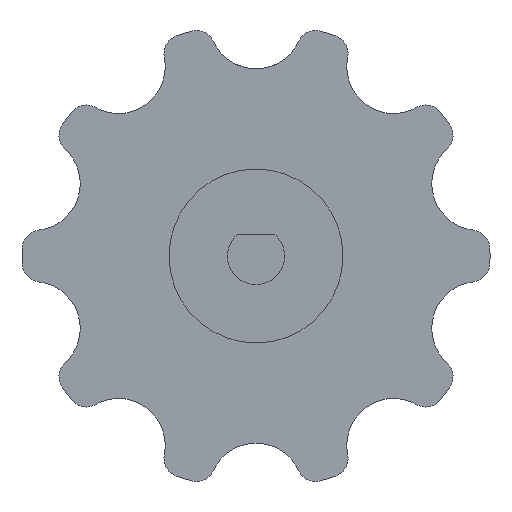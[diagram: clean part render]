
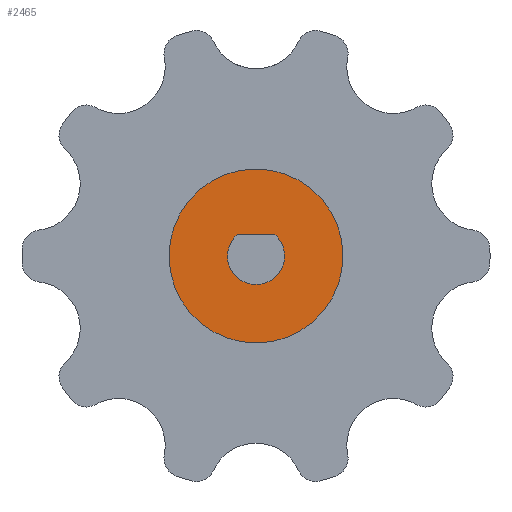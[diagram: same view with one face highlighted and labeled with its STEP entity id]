
A CAD part, left-side view. The second image highlights one B-rep face of the part: STEP entity #2465.
In plain terms, the highlighted planar face has unit normal (-1, 0, 0).
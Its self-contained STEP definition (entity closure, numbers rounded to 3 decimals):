
#17=FACE_BOUND('',#227,.T.);
#48=PLANE('',#2610);
#105=FACE_OUTER_BOUND('',#226,.T.);
#226=EDGE_LOOP('',(#1844));
#227=EDGE_LOOP('',(#1845,#1846));
#316=CIRCLE('',#2611,12.5);
#317=CIRCLE('',#2612,4.1);
#623=LINE('',#18807,#746);
#746=VECTOR('',#2920,10.);
#990=VERTEX_POINT('',#18803);
#991=VERTEX_POINT('',#18805);
#992=VERTEX_POINT('',#18806);
#1326=EDGE_CURVE('',#990,#990,#316,.T.);
#1327=EDGE_CURVE('',#991,#992,#623,.T.);
#1328=EDGE_CURVE('',#992,#991,#317,.T.);
#1844=ORIENTED_EDGE('',*,*,#1326,.T.);
#1845=ORIENTED_EDGE('',*,*,#1327,.F.);
#1846=ORIENTED_EDGE('',*,*,#1328,.F.);
#2465=ADVANCED_FACE('',(#105,#17),#48,.F.);
#2610=AXIS2_PLACEMENT_3D('',#18802,#2916,#2917);
#2611=AXIS2_PLACEMENT_3D('',#18804,#2918,#2919);
#2612=AXIS2_PLACEMENT_3D('',#18808,#2921,#2922);
#2916=DIRECTION('center_axis',(1.,0.,0.));
#2917=DIRECTION('ref_axis',(0.,1.,0.));
#2918=DIRECTION('center_axis',(-1.,0.,0.));
#2919=DIRECTION('ref_axis',(0.,-0.168,0.986));
#2920=DIRECTION('',(0.,1.,0.001));
#2921=DIRECTION('center_axis',(-1.,0.,0.));
#2922=DIRECTION('ref_axis',(0.,-0.976,-0.216));
#18802=CARTESIAN_POINT('Origin',(-402.472,210.003,203.401));
#18803=CARTESIAN_POINT('',(-402.472,212.107,191.08));
#18804=CARTESIAN_POINT('Origin',(-402.472,210.003,203.401));
#18805=CARTESIAN_POINT('',(-402.472,207.288,206.474));
#18806=CARTESIAN_POINT('',(-402.472,212.712,206.479));
#18807=CARTESIAN_POINT('',(-402.472,211.814,206.478));
#18808=CARTESIAN_POINT('Origin',(-402.472,210.003,203.401));
